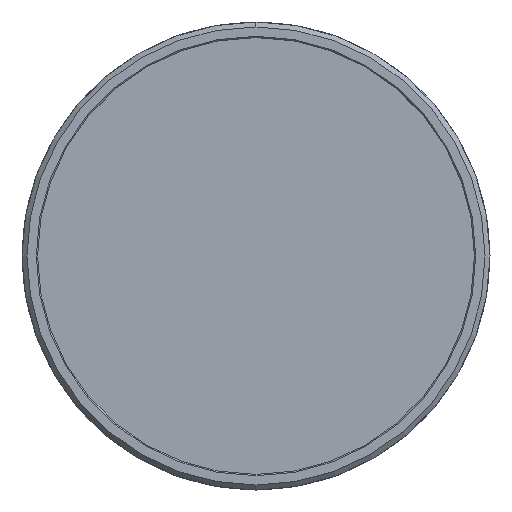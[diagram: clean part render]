
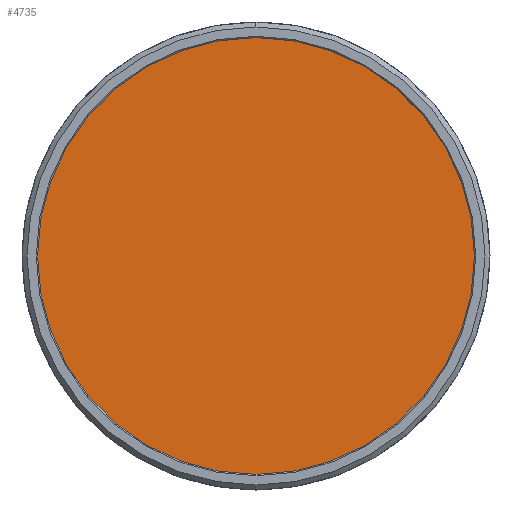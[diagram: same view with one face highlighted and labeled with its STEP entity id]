
A CAD part, left-side view. The second image highlights one B-rep face of the part: STEP entity #4735.
In plain terms, the highlighted planar face has unit normal (-1, 0, 0).
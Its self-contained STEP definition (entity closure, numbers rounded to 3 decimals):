
#197 = DIRECTION ( 'NONE',  ( 1., 0., 0. ) ) ;
#359 = ORIENTED_EDGE ( 'NONE', *, *, #4250, .F. ) ;
#419 = EDGE_LOOP ( 'NONE', ( #4767, #359 ) ) ;
#958 = PLANE ( 'NONE',  #3777 ) ;
#1446 = AXIS2_PLACEMENT_3D ( 'NONE', #3569, #6060, #2142 ) ;
#1544 = CIRCLE ( 'NONE', #1446, 87.75 ) ;
#2050 = CIRCLE ( 'NONE', #5165, 87.75 ) ;
#2142 = DIRECTION ( 'NONE',  ( 0., 0., 1. ) ) ;
#2332 = CARTESIAN_POINT ( 'NONE',  ( 3.402, 0., 87.75 ) ) ;
#2981 = EDGE_CURVE ( 'NONE', #3185, #5089, #1544, .T. ) ;
#3088 = DIRECTION ( 'NONE',  ( 0., 0., 1. ) ) ;
#3133 = CARTESIAN_POINT ( 'NONE',  ( 3.402, 0., 0. ) ) ;
#3185 = VERTEX_POINT ( 'NONE', #2332 ) ;
#3339 = CARTESIAN_POINT ( 'NONE',  ( 3.402, -88.803, 88.803 ) ) ;
#3376 = DIRECTION ( 'NONE',  ( 1., 0., 0. ) ) ;
#3555 = FACE_OUTER_BOUND ( 'NONE', #419, .T. ) ;
#3569 = CARTESIAN_POINT ( 'NONE',  ( 3.402, 0., 0. ) ) ;
#3777 = AXIS2_PLACEMENT_3D ( 'NONE', #3339, #3376, #5282 ) ;
#4250 = EDGE_CURVE ( 'NONE', #5089, #3185, #2050, .T. ) ;
#4735 = ADVANCED_FACE ( 'NONE', ( #3555 ), #958, .F. ) ;
#4767 = ORIENTED_EDGE ( 'NONE', *, *, #2981, .F. ) ;
#5089 = VERTEX_POINT ( 'NONE', #5624 ) ;
#5165 = AXIS2_PLACEMENT_3D ( 'NONE', #3133, #197, #3088 ) ;
#5282 = DIRECTION ( 'NONE',  ( 0., 0., -1. ) ) ;
#5624 = CARTESIAN_POINT ( 'NONE',  ( 3.402, 0., -87.75 ) ) ;
#6060 = DIRECTION ( 'NONE',  ( 1., 0., 0. ) ) ;
